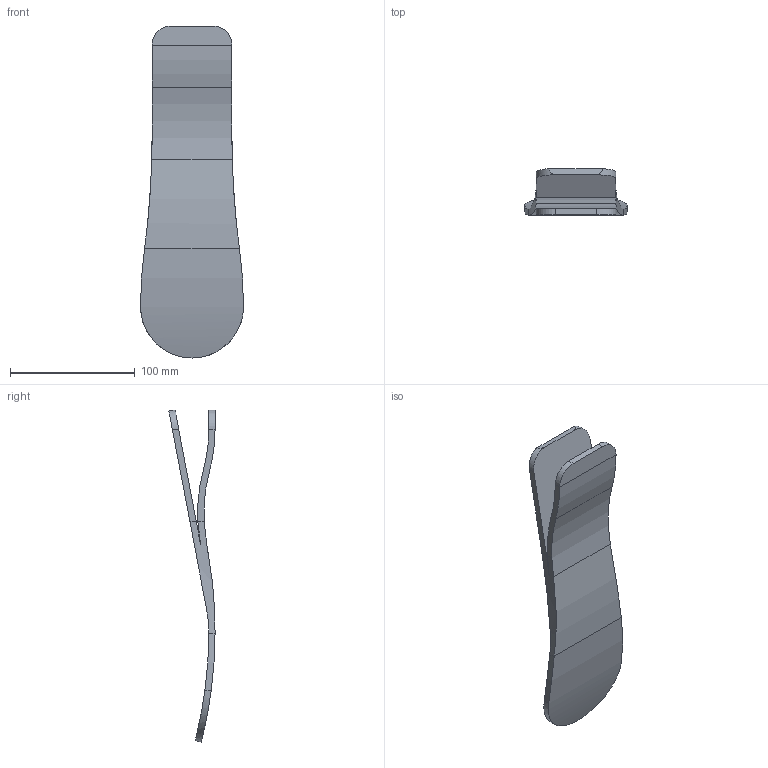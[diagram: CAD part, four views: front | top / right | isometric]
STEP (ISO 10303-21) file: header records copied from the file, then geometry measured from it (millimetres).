
FILE_DESCRIPTION (( 'STEP AP214' ), '1' );
FILE_NAME ('ESR Foot.STEP', '2024-01-15T09:34:51', ( '' ), ( '' ), 'SwSTEP 2.0', 'SolidWorks 2020', '' );
FILE_SCHEMA (( 'AUTOMOTIVE_DESIGN' ));
Length unit declared in the file: millimetre
Products named in the file (1): ESR Foot
Bounding box: 82.67 x 37.05 x 266.67 mm (x, y, z)
Volume: 140107.7 mm3; surface area: 55415.5 mm2
Topology: 1 solids, 1 shells, 29 faces, 80 edges, 53 vertices
Faces by surface type: cylinder 18, plane 11
Entity records: 1088 total; most frequent: CARTESIAN_POINT 375, ORIENTED_EDGE 160, DIRECTION 120, EDGE_CURVE 80, VERTEX_POINT 53, AXIS2_PLACEMENT_3D 42, VECTOR 36, LINE 36
